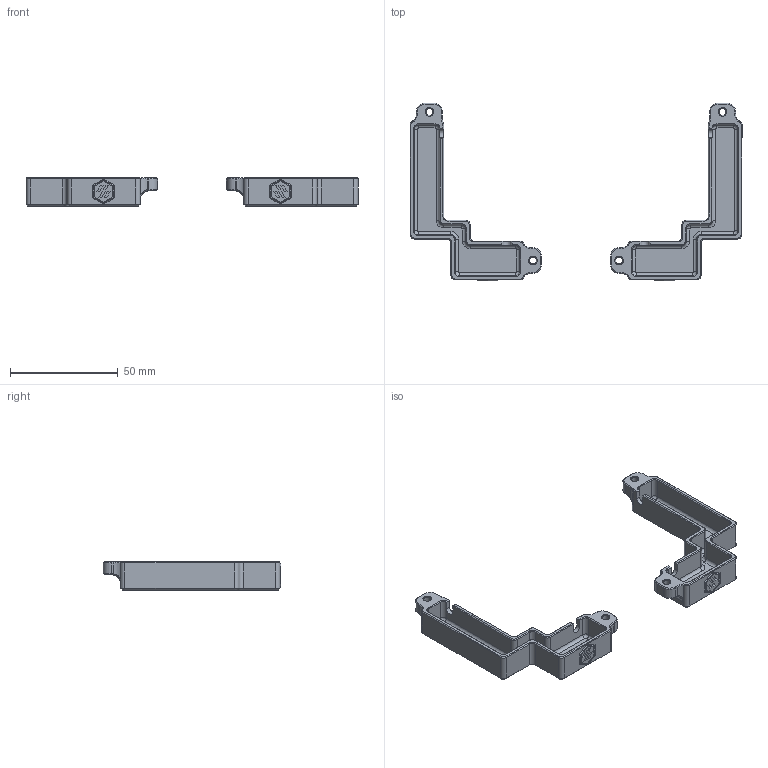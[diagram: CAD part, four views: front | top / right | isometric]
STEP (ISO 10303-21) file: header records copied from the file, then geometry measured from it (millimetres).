
FILE_DESCRIPTION(/* description */ (''),/* implementation_level */ '2;1');
FILE_SCHEMA (('AUTOMOTIVE_DESIGN { 1 0 10303 214 3 1 1 }'));
Length unit declared in the file: millimetre
Products named in the file (1): [a]_top_corner_cable_hide_x2
Bounding box: 154 x 82.4 x 13 mm (x, y, z)
Volume: 18856.7 mm3; surface area: 18172.5 mm2
Topology: 2 solids, 2 shells, 450 faces, 1066 edges, 630 vertices
Faces by surface type: plane 222, cone 94, cylinder 92, bspline 34, torus 8
Full cylindrical faces by diameter (mm): 3.2 x4, 5.8 x4
Entity records: 13465 total; most frequent: CARTESIAN_POINT 3139, DIRECTION 2140, ORIENTED_EDGE 2132, EDGE_CURVE 1066, AXIS2_PLACEMENT_3D 717, LINE 706, VECTOR 706, VERTEX_POINT 630
